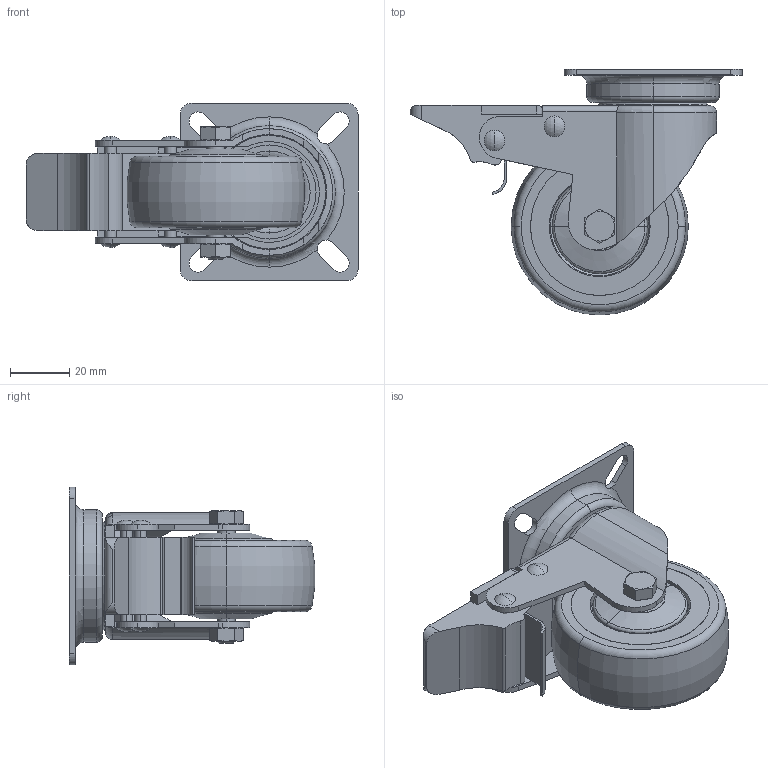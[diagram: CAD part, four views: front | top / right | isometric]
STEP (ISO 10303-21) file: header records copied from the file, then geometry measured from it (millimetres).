
FILE_DESCRIPTION (( 'STEP AP203' ), '1' );
FILE_NAME ('084.404.008.STEP', '2013-01-28T09:08:25', ( 'Alusic' ), ( 'Alusic' ), 'SwSTEP 2.0', 'SolidWorks 2011', '' );
FILE_SCHEMA (( 'CONFIG_CONTROL_DESIGN' ));
Length unit declared in the file: millimetre
Products named in the file (1): 084.404.008
Bounding box: 112 x 82.88 x 60 mm (x, y, z)
Volume: 108122.9 mm3; surface area: 49352.3 mm2
Topology: 8 solids, 9 shells, 336 faces, 809 edges, 506 vertices
Faces by surface type: cylinder 120, plane 99, torus 60, cone 49, sphere 8
Entity records: 10382 total; most frequent: CARTESIAN_POINT 2276, DIRECTION 1801, ORIENTED_EDGE 1618, EDGE_CURVE 809, AXIS2_PLACEMENT_3D 755, VERTEX_POINT 506, CIRCLE 418, EDGE_LOOP 379
